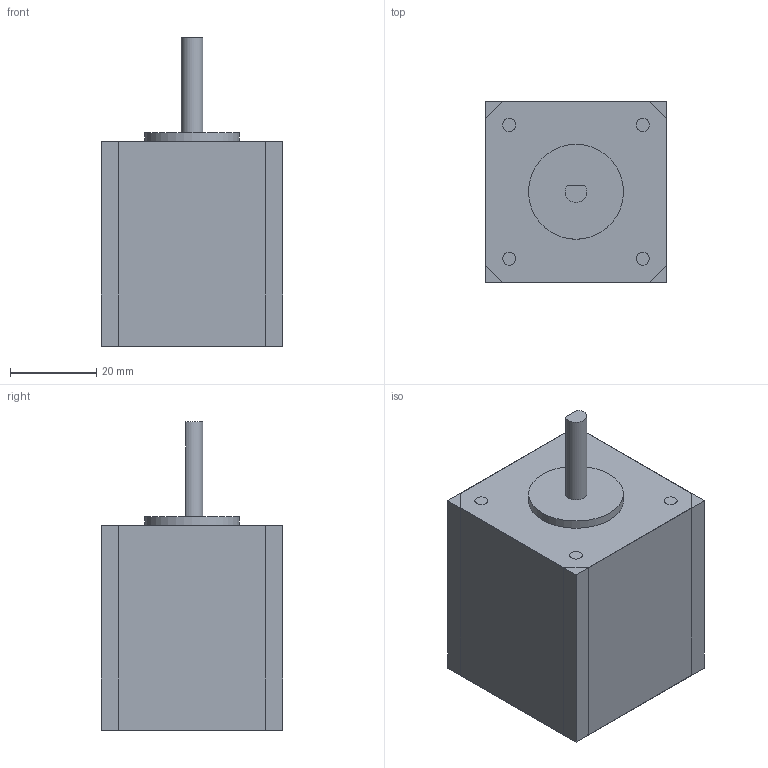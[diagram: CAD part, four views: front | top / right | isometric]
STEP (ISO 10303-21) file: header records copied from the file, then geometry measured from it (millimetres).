
FILE_DESCRIPTION(('FreeCAD Model'),'2;1');
FILE_NAME('nema17stepper.step','2018-02-23T14:13:44',('Author'),(''), 'Open CASCADE STEP processor 6.8','FreeCAD','Unknown');
FILE_SCHEMA(('AUTOMOTIVE_DESIGN_CC2 { 1 2 10303 214 -1 1 5 4 }'));
Length unit declared in the file: millimetre
Products named in the file (10): ASSEMBLY; Pocket; Pad; Chamfer; Sketch; Pad001; Sketch001; Sketch002; Pad002; Sketch003
Assembly tree (9 placements, depth 2):
  ASSEMBLY
    Pocket
    Pad
    Chamfer
    Sketch
    Pad001
    Sketch001
    Sketch002
    Pad002
    Sketch003
Bounding box: 42 x 42 x 71.5 mm (x, y, z)
Surface area: 58787.2 mm2
Topology: 5 solids, 5 shells, 78 faces, 152 edges, 111 vertices
Faces by surface type: plane 57, cylinder 21
Full cylindrical faces by diameter (mm): 3 x16, 22 x3
Entity records: 4232 total; most frequent: CARTESIAN_POINT 878, DIRECTION 618, LINE 344, VECTOR 344, ORIENTED_EDGE 282, PCURVE 282, DEFINITIONAL_REPRESENTATION 282, EDGE_CURVE 141
